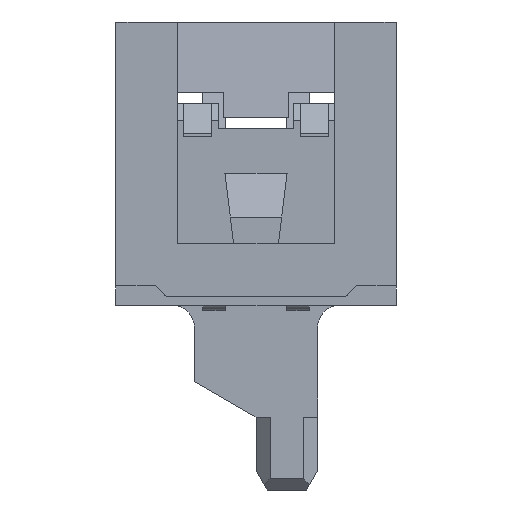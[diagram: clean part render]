
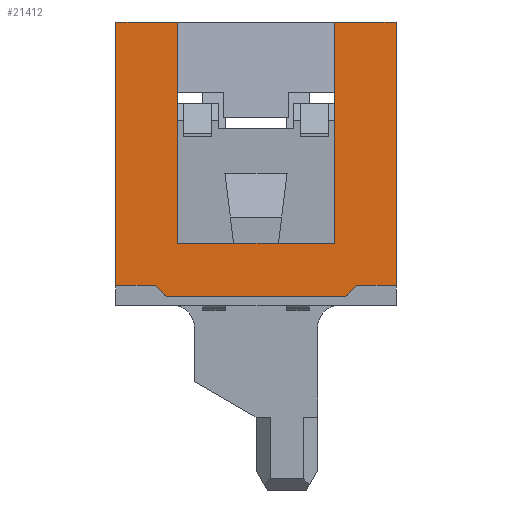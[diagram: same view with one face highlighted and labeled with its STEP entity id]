
A CAD part, left-side view. The second image highlights one B-rep face of the part: STEP entity #21412.
In plain terms, the highlighted planar face has unit normal (-1, 0, 0).
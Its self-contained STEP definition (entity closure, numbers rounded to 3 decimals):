
#1405=DIRECTION('',(0.,0.,1.));
#1406=VECTOR('',#1405,4.7);
#1407=CARTESIAN_POINT('',(-13.12,-2.5,-2.8));
#1408=LINE('',#1407,#1406);
#1778=DIRECTION('',(0.,1.,0.));
#1779=VECTOR('',#1778,1.1);
#1780=CARTESIAN_POINT('',(-13.12,-2.5,1.9));
#1781=LINE('',#1780,#1779);
#1798=DIRECTION('',(0.,1.,0.));
#1799=VECTOR('',#1798,1.1);
#1800=CARTESIAN_POINT('',(-13.12,1.4,1.9));
#1801=LINE('',#1800,#1799);
#4660=DIRECTION('',(0.,0.,-1.));
#4661=VECTOR('',#4660,4.7);
#4662=CARTESIAN_POINT('',(-13.12,2.5,1.9));
#4663=LINE('',#4662,#4661);
#4866=DIRECTION('',(0.,0.,1.));
#4867=VECTOR('',#4866,3.95);
#4868=CARTESIAN_POINT('',(-13.12,1.4,-2.05));
#4869=LINE('',#4868,#4867);
#4890=DIRECTION('',(0.,0.,-1.));
#4891=VECTOR('',#4890,3.95);
#4892=CARTESIAN_POINT('',(-13.12,-1.4,1.9));
#4893=LINE('',#4892,#4891);
#4906=DIRECTION('',(0.,-1.,0.));
#4907=VECTOR('',#4906,0.7);
#4908=CARTESIAN_POINT('',(-13.12,-1.8,-2.8));
#4909=LINE('',#4908,#4907);
#4910=DIRECTION('',(0.,-0.707,0.707));
#4911=VECTOR('',#4910,0.283);
#4912=CARTESIAN_POINT('',(-13.12,-1.6,-3.));
#4913=LINE('',#4912,#4911);
#4914=DIRECTION('',(0.,-1.,0.));
#4915=VECTOR('',#4914,3.2);
#4916=CARTESIAN_POINT('',(-13.12,1.6,-3.));
#4917=LINE('',#4916,#4915);
#4918=DIRECTION('',(0.,-0.707,-0.707));
#4919=VECTOR('',#4918,0.283);
#4920=CARTESIAN_POINT('',(-13.12,1.8,-2.8));
#4921=LINE('',#4920,#4919);
#4922=DIRECTION('',(0.,-1.,0.));
#4923=VECTOR('',#4922,0.7);
#4924=CARTESIAN_POINT('',(-13.12,2.5,-2.8));
#4925=LINE('',#4924,#4923);
#4926=DIRECTION('',(0.,1.,0.));
#4927=VECTOR('',#4926,2.8);
#4928=CARTESIAN_POINT('',(-13.12,-1.4,-2.05));
#4929=LINE('',#4928,#4927);
#13084=CARTESIAN_POINT('',(-13.12,-2.5,1.9));
#13086=VERTEX_POINT('',#13084);
#13088=CARTESIAN_POINT('',(-13.12,2.5,1.9));
#13090=VERTEX_POINT('',#13088);
#13092=CARTESIAN_POINT('',(-13.12,-1.4,-2.05));
#13093=CARTESIAN_POINT('',(-13.12,1.4,-2.05));
#13094=VERTEX_POINT('',#13092);
#13095=VERTEX_POINT('',#13093);
#13096=CARTESIAN_POINT('',(-13.12,2.5,-2.8));
#13097=CARTESIAN_POINT('',(-13.12,1.8,-2.8));
#13098=VERTEX_POINT('',#13096);
#13099=VERTEX_POINT('',#13097);
#13100=CARTESIAN_POINT('',(-13.12,1.6,-3.));
#13101=VERTEX_POINT('',#13100);
#13102=CARTESIAN_POINT('',(-13.12,-1.6,-3.));
#13103=VERTEX_POINT('',#13102);
#13104=CARTESIAN_POINT('',(-13.12,-1.8,-2.8));
#13105=VERTEX_POINT('',#13104);
#13106=CARTESIAN_POINT('',(-13.12,-2.5,-2.8));
#13107=VERTEX_POINT('',#13106);
#13241=CARTESIAN_POINT('',(-13.12,-1.4,1.9));
#13242=VERTEX_POINT('',#13241);
#13243=CARTESIAN_POINT('',(-13.12,1.4,1.9));
#13244=VERTEX_POINT('',#13243);
#21388=CARTESIAN_POINT('',(-13.12,-2.5,0.65));
#21389=DIRECTION('',(-1.,0.,0.));
#21390=DIRECTION('',(0.,0.,1.));
#21391=AXIS2_PLACEMENT_3D('',#21388,#21389,#21390);
#21392=PLANE('',#21391);
#21393=ORIENTED_EDGE('',*,*,#21369,.F.);
#21394=ORIENTED_EDGE('',*,*,#17872,.F.);
#21395=ORIENTED_EDGE('',*,*,#17779,.F.);
#21397=ORIENTED_EDGE('',*,*,#21396,.F.);
#21399=ORIENTED_EDGE('',*,*,#21398,.F.);
#21401=ORIENTED_EDGE('',*,*,#21400,.F.);
#21403=ORIENTED_EDGE('',*,*,#21402,.F.);
#21405=ORIENTED_EDGE('',*,*,#21404,.F.);
#21406=ORIENTED_EDGE('',*,*,#21054,.F.);
#21407=ORIENTED_EDGE('',*,*,#17886,.F.);
#21408=ORIENTED_EDGE('',*,*,#21322,.F.);
#21409=ORIENTED_EDGE('',*,*,#21349,.F.);
#21410=EDGE_LOOP('',(#21393,#21394,#21395,#21397,#21399,#21401,#21403,#21405,
#21406,#21407,#21408,#21409));
#21411=FACE_OUTER_BOUND('',#21410,.F.);
#17779=EDGE_CURVE('',#13107,#13086,#1408,.T.);
#17872=EDGE_CURVE('',#13086,#13242,#1781,.T.);
#17886=EDGE_CURVE('',#13244,#13090,#1801,.T.);
#21054=EDGE_CURVE('',#13090,#13098,#4663,.T.);
#21322=EDGE_CURVE('',#13095,#13244,#4869,.T.);
#21349=EDGE_CURVE('',#13094,#13095,#4929,.T.);
#21369=EDGE_CURVE('',#13242,#13094,#4893,.T.);
#21396=EDGE_CURVE('',#13105,#13107,#4909,.T.);
#21398=EDGE_CURVE('',#13103,#13105,#4913,.T.);
#21400=EDGE_CURVE('',#13101,#13103,#4917,.T.);
#21402=EDGE_CURVE('',#13099,#13101,#4921,.T.);
#21404=EDGE_CURVE('',#13098,#13099,#4925,.T.);
#21412=ADVANCED_FACE('',(#21411),#21392,.T.);
